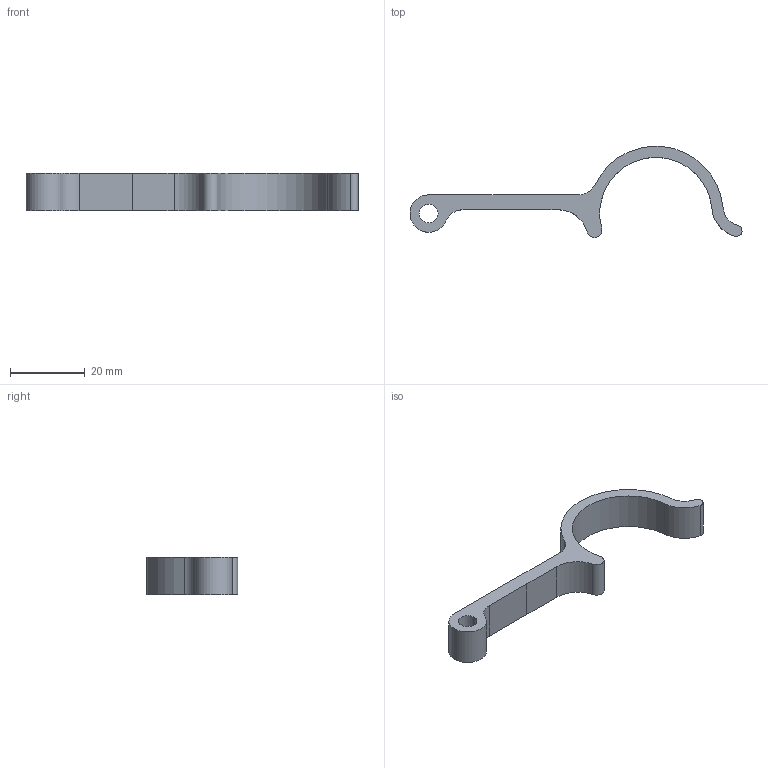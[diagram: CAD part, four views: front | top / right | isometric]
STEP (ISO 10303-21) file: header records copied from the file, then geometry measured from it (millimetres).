
FILE_DESCRIPTION(('CATIA V5 STEP Exchange'),'2;1');
FILE_NAME('Body_v2.stp','2020-04-29T12:42:50+00:00',('none'),('none'),'CATIA Unofficial Packaging Version SP3','CATIA V5 STEP AP203','none');
FILE_SCHEMA(('CONFIG_CONTROL_DESIGN'));
Length unit declared in the file: millimetre
Products named in the file (1): Body_v2
Bounding box: 88.72 x 24.36 x 10 mm (x, y, z)
Volume: 4356.9 mm3; surface area: 3361.5 mm2
Topology: 1 solids, 1 shells, 17 faces, 45 edges, 30 vertices
Faces by surface type: cylinder 12, plane 5
Entity records: 554 total; most frequent: CARTESIAN_POINT 91, ORIENTED_EDGE 90, DIRECTION 75, EDGE_CURVE 45, AXIS2_PLACEMENT_3D 40, VERTEX_POINT 30, CIRCLE 24, VECTOR 21
